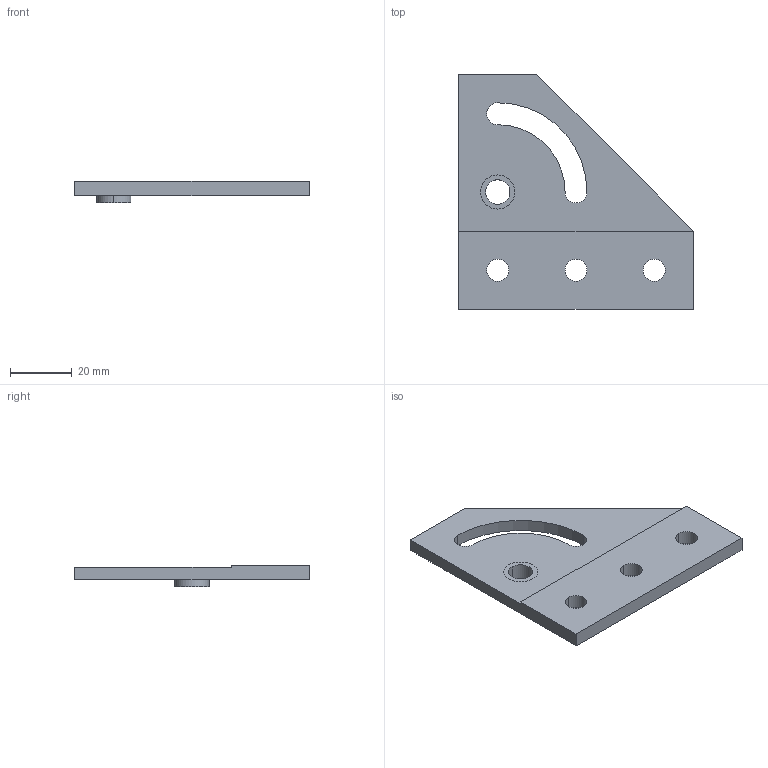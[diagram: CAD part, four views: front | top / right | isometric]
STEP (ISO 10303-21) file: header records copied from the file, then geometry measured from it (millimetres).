
FILE_DESCRIPTION((''),'2;1');
FILE_NAME('10HI8352.stp','2015-07-14T08:09:37',(''),(''),'Mechanical Desktop 2011','Mechanical Desktop 2011',', , ');
FILE_SCHEMA(('AUTOMOTIVE_DESIGN { 1 2 10303 214 1 1 1 1 }'));
Length unit declared in the file: inch
Products named in the file (1): Product
Bounding box: 76.2 x 76.2 x 7.11 mm (x, y, z)
Volume: 17643.7 mm3; surface area: 10555.4 mm2
Topology: 2 solids, 2 shells, 27 faces, 68 edges, 45 vertices
Faces by surface type: bspline 21, cylinder 4, plane 2
Entity records: 1059 total; most frequent: CARTESIAN_POINT 372, ORIENTED_EDGE 136, DIRECTION 114, EDGE_CURVE 68, VERTEX_POINT 45, AXIS2_PLACEMENT_3D 39, EDGE_LOOP 39, VECTOR 36
